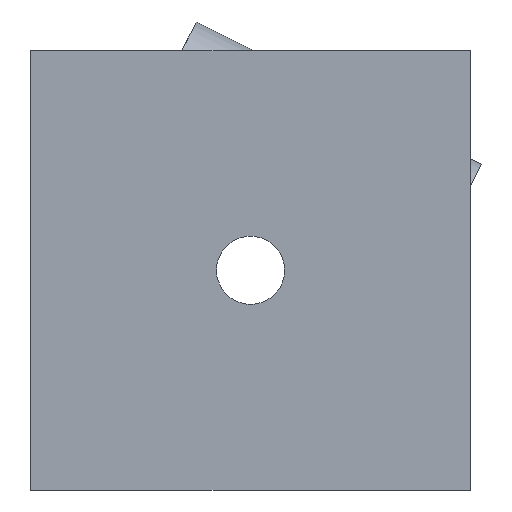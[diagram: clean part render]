
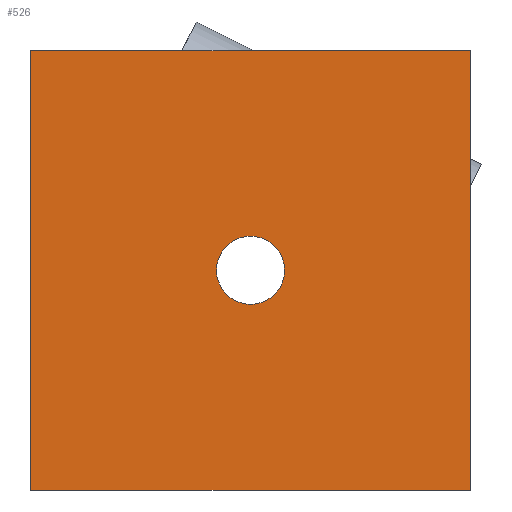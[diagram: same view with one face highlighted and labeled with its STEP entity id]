
A CAD part, front view. The second image highlights one B-rep face of the part: STEP entity #526.
In plain terms, the highlighted planar face has unit normal (0, -1, 0).
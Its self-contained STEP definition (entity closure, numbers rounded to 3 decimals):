
#24=FACE_BOUND('',#101,.T.);
#43=PLANE('',#583);
#69=FACE_OUTER_BOUND('',#100,.T.);
#100=EDGE_LOOP('',(#489,#490,#491,#492));
#101=EDGE_LOOP('',(#493));
#111=LINE('',#758,#167);
#154=LINE('',#871,#210);
#155=LINE('',#874,#211);
#157=LINE('',#877,#213);
#167=VECTOR('',#610,10.);
#210=VECTOR('',#719,10.);
#211=VECTOR('',#722,10.);
#213=VECTOR('',#726,10.);
#217=CIRCLE('',#551,1.55);
#238=VERTEX_POINT('',#755);
#239=VERTEX_POINT('',#757);
#243=VERTEX_POINT('',#769);
#276=VERTEX_POINT('',#869);
#277=VERTEX_POINT('',#873);
#289=EDGE_CURVE('',#238,#239,#111,.T.);
#296=EDGE_CURVE('',#243,#243,#217,.T.);
#346=EDGE_CURVE('',#276,#238,#154,.T.);
#347=EDGE_CURVE('',#277,#276,#155,.T.);
#349=EDGE_CURVE('',#239,#277,#157,.T.);
#489=ORIENTED_EDGE('',*,*,#346,.F.);
#490=ORIENTED_EDGE('',*,*,#347,.F.);
#491=ORIENTED_EDGE('',*,*,#349,.F.);
#492=ORIENTED_EDGE('',*,*,#289,.F.);
#493=ORIENTED_EDGE('',*,*,#296,.T.);
#526=ADVANCED_FACE('',(#69,#24),#43,.F.);
#551=AXIS2_PLACEMENT_3D('',#771,#622,#623);
#583=AXIS2_PLACEMENT_3D('',#878,#727,#728);
#610=DIRECTION('',(-1.,0.,0.));
#622=DIRECTION('center_axis',(0.,1.,0.));
#623=DIRECTION('ref_axis',(-1.,0.,0.));
#719=DIRECTION('',(0.,0.,-1.));
#722=DIRECTION('',(1.,0.,0.));
#726=DIRECTION('',(0.,0.,1.));
#727=DIRECTION('center_axis',(0.,1.,0.));
#728=DIRECTION('ref_axis',(-1.,0.,0.));
#755=CARTESIAN_POINT('',(10.,-16.,0.));
#757=CARTESIAN_POINT('',(-10.,-16.,0.));
#758=CARTESIAN_POINT('',(10.,-16.,0.));
#769=CARTESIAN_POINT('',(1.55,-16.,10.));
#771=CARTESIAN_POINT('Origin',(0.,-16.,10.));
#869=CARTESIAN_POINT('',(10.,-16.,20.));
#871=CARTESIAN_POINT('',(10.,-16.,20.));
#873=CARTESIAN_POINT('',(-10.,-16.,20.));
#874=CARTESIAN_POINT('',(-10.,-16.,20.));
#877=CARTESIAN_POINT('',(-10.,-16.,0.));
#878=CARTESIAN_POINT('Origin',(0.,-16.,12.501));
